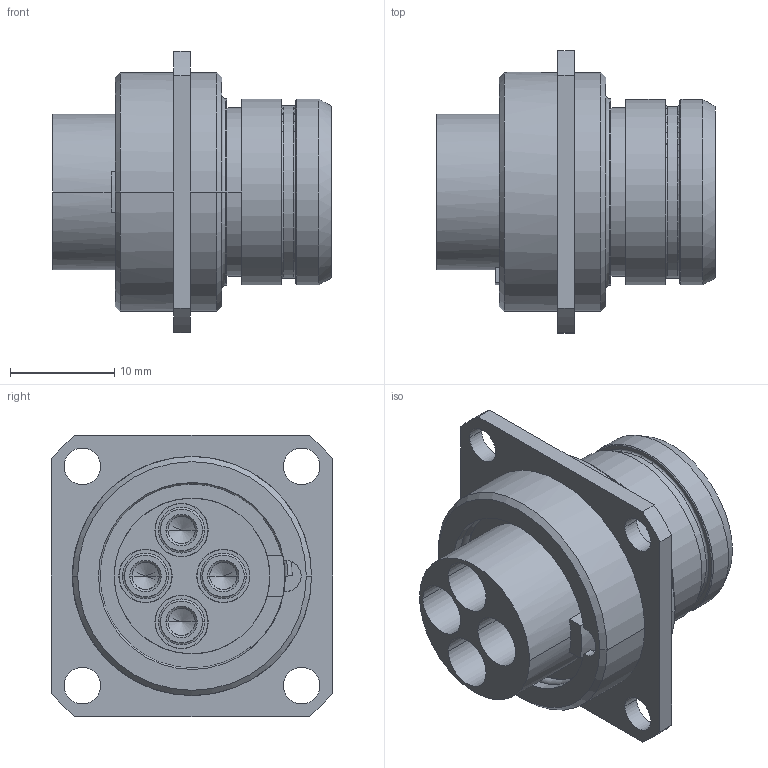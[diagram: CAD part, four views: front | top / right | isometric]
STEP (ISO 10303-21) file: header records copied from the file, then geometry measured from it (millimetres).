
FILE_DESCRIPTION((''),'2;1');
FILE_NAME('1332E204FS','2024-07-26T07:48:22',('paultorloting'),('NET AG system integration'),'CREO PARAMETRIC BY PTC INC, 2021404','CREO PARAMETRIC BY PTC INC, 2021404','');
FILE_SCHEMA(('AUTOMOTIVE_DESIGN { 1 0 10303 214 1 1 1 1 }'));
Length unit declared in the file: millimetre
Products named in the file (1): 1332E204FS
Bounding box: 26.7 x 27 x 27 mm (x, y, z)
Volume: 6598.5 mm3; surface area: 6863.3 mm2
Topology: 1 solids, 1 shells, 412 faces, 1080 edges, 702 vertices
Faces by surface type: plane 243, cylinder 105, cone 34, torus 30
Entity records: 16662 total; most frequent: CARTESIAN_POINT 3205, DIRECTION 2191, ORIENTED_EDGE 2144, EDGE_CURVE 1072, AXIS2_PLACEMENT_3D 759, VERTEX_POINT 702, VECTOR 670, LINE 670
